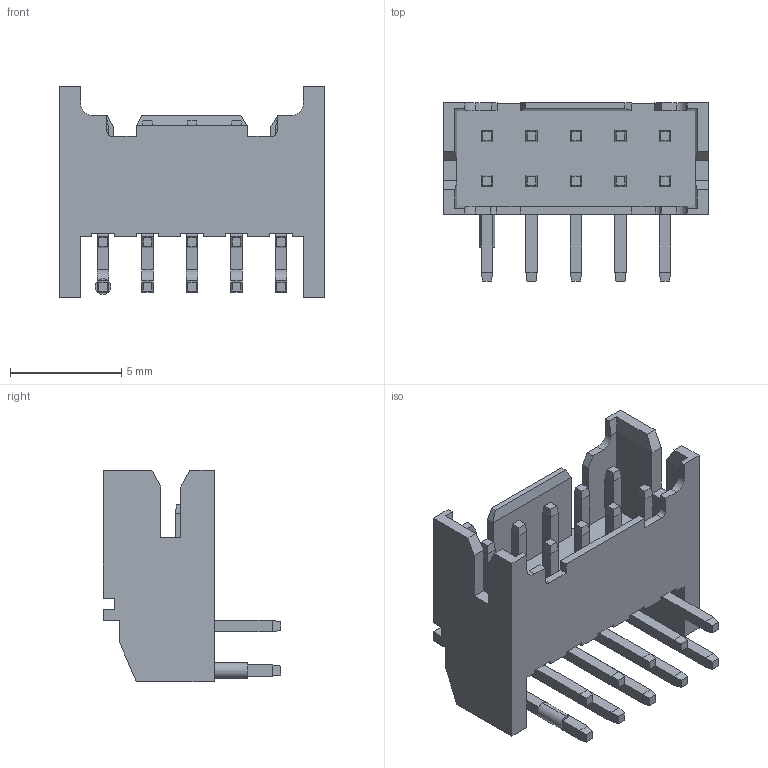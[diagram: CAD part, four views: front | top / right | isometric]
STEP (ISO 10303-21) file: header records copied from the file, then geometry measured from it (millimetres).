
FILE_DESCRIPTION (( 'STEP AP214' ), '1' );
FILE_NAME ('User Library-JST - S10B-PHDSS (PHD SERIES - 2.0mm PITCH WIRE-TO-BOARD, TH, RA (SIDE ENTRY), GF NYLON).STEP', '2013-09-08T19:01:07', ( 'Windows User' ), ( '' ), 'SwSTEP 2.0', 'SolidWorks 2013', '' );
FILE_SCHEMA (( 'AUTOMOTIVE_DESIGN' ));
Length unit declared in the file: millimetre
Products named in the file (1): User Library-JST - S10B-PHDSS (PHD SERIES - 2.0mm PITCH WIRE-TO-BOARD, TH, RA (SIDE ENTRY), GF NYLON)
Bounding box: 11.9 x 8 x 9.5 mm (x, y, z)
Volume: 192.4 mm3; surface area: 687.7 mm2
Topology: 1 solids, 1 shells, 331 faces, 824 edges, 514 vertices
Faces by surface type: plane 303, cylinder 28
Entity records: 12225 total; most frequent: CARTESIAN_POINT 1670, ORIENTED_EDGE 1648, DIRECTION 1552, EDGE_CURVE 824, LINE 760, VECTOR 760, VERTEX_POINT 514, AXIS2_PLACEMENT_3D 396
